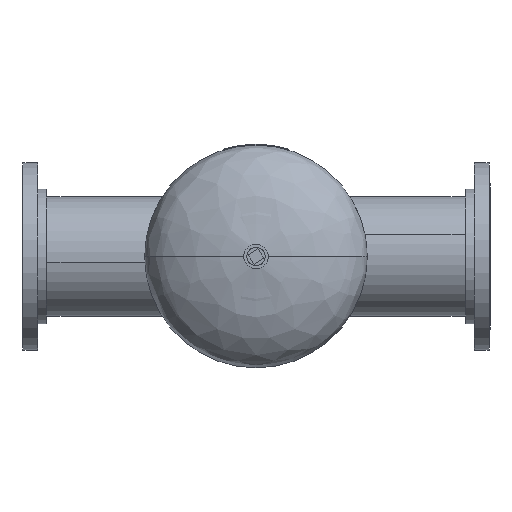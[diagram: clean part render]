
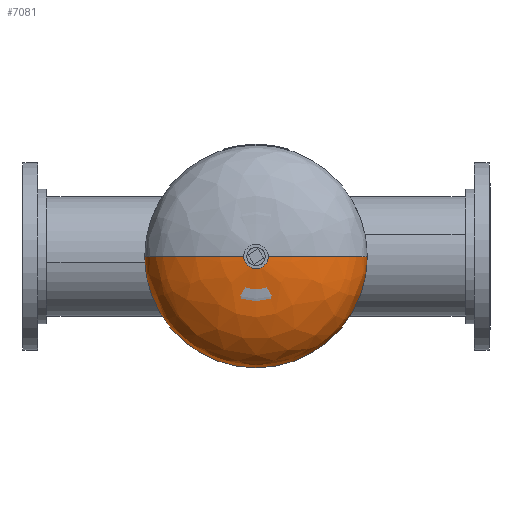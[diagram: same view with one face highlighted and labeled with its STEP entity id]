
A CAD part, front view. The second image highlights one B-rep face of the part: STEP entity #7081.
In plain terms, the highlighted free-form (B-spline) face has degree [3, 3] with [4, 4] control points.
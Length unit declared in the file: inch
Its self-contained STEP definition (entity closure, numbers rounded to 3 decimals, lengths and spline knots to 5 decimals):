
#71 = CARTESIAN_POINT ( 'NONE',  ( -0.75, 4.54417, 0. ) ) ;
#108 = VERTEX_POINT ( 'NONE', #6607 ) ;
#129 = CARTESIAN_POINT ( 'NONE',  ( -8., 2.71168, -16. ) ) ;
#235 = CARTESIAN_POINT ( 'NONE',  ( -8., 0.5125, 0. ) ) ;
#335 = CARTESIAN_POINT ( 'NONE',  ( 0., 4.54417, 0. ) ) ;
#341 = CARTESIAN_POINT ( 'NONE',  ( -0.75, 4.54417, -1.5 ) ) ;
#384 = DIRECTION ( 'NONE',  ( 0., -1., 0. ) ) ;
#698 = ORIENTED_EDGE ( 'NONE', *, *, #4467, .F. ) ;
#806 = CIRCLE ( 'NONE', #5350, 0.75 ) ;
#894 = CARTESIAN_POINT ( 'NONE',  ( 0.75, 4.54417, 0. ) ) ;
#932 = CARTESIAN_POINT ( 'NONE',  ( 5.07546, 4.33799, 0. ) ) ;
#943 = VERTEX_POINT ( 'NONE', #947 ) ;
#947 = CARTESIAN_POINT ( 'NONE',  ( 0., 4.54417, -0.75 ) ) ;
#979 =( BOUNDED_CURVE ( )  B_SPLINE_CURVE ( 3, ( #894, #8094, #2545, #2651 ),
 .UNSPECIFIED., .F., .F. ) 
 B_SPLINE_CURVE_WITH_KNOTS ( ( 4, 4 ),
 ( 1.66468, 3.14159 ),
 .UNSPECIFIED. ) 
 CURVE ( )  GEOMETRIC_REPRESENTATION_ITEM ( )  RATIONAL_B_SPLINE_CURVE ( ( 1., 0.826, 0.826, 1. ) ) 
 REPRESENTATION_ITEM ( '' )  );
#1022 = ORIENTED_EDGE ( 'NONE', *, *, #8302, .T. ) ;
#1043 = FACE_OUTER_BOUND ( 'NONE', #2122, .T. ) ;
#1091 = CARTESIAN_POINT ( 'NONE',  ( 0.75, 4.54417, -1.5 ) ) ;
#1206 = CARTESIAN_POINT ( 'NONE',  ( -0.75, 4.54417, 0. ) ) ;
#1781 = CARTESIAN_POINT ( 'NONE',  ( -5.07546, 4.33799, -10.15091 ) ) ;
#1888 = CARTESIAN_POINT ( 'NONE',  ( 0.75, 4.54417, 0. ) ) ;
#1954 = VERTEX_POINT ( 'NONE', #6918 ) ;
#2122 = EDGE_LOOP ( 'NONE', ( #3838, #9416, #1022, #9142, #698, #9484 ) ) ;
#2274 = CARTESIAN_POINT ( 'NONE',  ( 0., 0.5125, 0. ) ) ;
#2545 = CARTESIAN_POINT ( 'NONE',  ( 8., 2.71168, 0. ) ) ;
#2579 = CARTESIAN_POINT ( 'NONE',  ( -5.07546, 4.33799, 0. ) ) ;
#2651 = CARTESIAN_POINT ( 'NONE',  ( 8., 0.5125, 0. ) ) ;
#2664 = CIRCLE ( 'NONE', #7895, 0.75 ) ;
#2687 = CARTESIAN_POINT ( 'NONE',  ( 8., 2.71168, -16. ) ) ;
#2831 = CIRCLE ( 'NONE', #3994, 8. ) ;
#3113 = CARTESIAN_POINT ( 'NONE',  ( 0.75, 4.54417, 0. ) ) ;
#3805 = DIRECTION ( 'NONE',  ( 0., -1., 0. ) ) ;
#3838 = ORIENTED_EDGE ( 'NONE', *, *, #10096, .F. ) ;
#3994 = AXIS2_PLACEMENT_3D ( 'NONE', #2274, #3805, #6981 ) ;
#4160 = CARTESIAN_POINT ( 'NONE',  ( 8., 0.5125, -16. ) ) ;
#4220 = CARTESIAN_POINT ( 'NONE',  ( -8., 0.5125, -16. ) ) ;
#4467 = EDGE_CURVE ( 'NONE', #108, #1954, #10236, .T. ) ;
#5350 = AXIS2_PLACEMENT_3D ( 'NONE', #5609, #10337, #8738 ) ;
#5609 = CARTESIAN_POINT ( 'NONE',  ( 0., 4.54417, 0. ) ) ;
#5753 = VERTEX_POINT ( 'NONE', #71 ) ;
#5789 = CARTESIAN_POINT ( 'NONE',  ( -0.75, 4.54417, 0. ) ) ;
#5843 = CARTESIAN_POINT ( 'NONE',  ( 8., 2.71168, 0. ) ) ;
#6503 = EDGE_CURVE ( 'NONE', #9122, #108, #2831, .T. ) ;
#6607 = CARTESIAN_POINT ( 'NONE',  ( 0., 0.5125, -8. ) ) ;
#6690 = CARTESIAN_POINT ( 'NONE',  ( 5.07546, 4.33799, -10.15091 ) ) ;
#6779 =( BOUNDED_SURFACE ( )  B_SPLINE_SURFACE ( 3, 3, ( 
 ( #5789, #341, #1091, #1888 ),
 ( #2579, #1781, #6690, #932 ),
 ( #9820, #129, #2687, #5843 ),
 ( #235, #4220, #4160, #9875 ) ),
 .UNSPECIFIED., .F., .F., .F. ) 
 B_SPLINE_SURFACE_WITH_KNOTS ( ( 4, 4 ),
 ( 4, 4 ),
 ( 0., 1. ),
 ( 0., 1. ),
 .UNSPECIFIED. ) 
 GEOMETRIC_REPRESENTATION_ITEM ( )  RATIONAL_B_SPLINE_SURFACE ( (
 ( 1., 0.333, 0.333, 1.),
 ( 0.826, 0.275, 0.275, 0.826),
 ( 0.826, 0.275, 0.275, 0.826),
 ( 1., 0.333, 0.333, 1.) ) ) 
 REPRESENTATION_ITEM ( '' )  SURFACE ( )  );
#6909 = CARTESIAN_POINT ( 'NONE',  ( -8., 2.71168, 0. ) ) ;
#6918 = CARTESIAN_POINT ( 'NONE',  ( 8., 0.5125, 0. ) ) ;
#6953 = VERTEX_POINT ( 'NONE', #3113 ) ;
#6981 = DIRECTION ( 'NONE',  ( 0., 0., -1. ) ) ;
#7022 = AXIS2_PLACEMENT_3D ( 'NONE', #7790, #9368, #8526 ) ;
#7081 = ADVANCED_FACE ( 'NONE', ( #1043 ), #6779, .F. ) ;
#7638 = DIRECTION ( 'NONE',  ( 0., 0., -1. ) ) ;
#7652 = CARTESIAN_POINT ( 'NONE',  ( -5.07546, 4.33799, 0. ) ) ;
#7706 = CARTESIAN_POINT ( 'NONE',  ( -8., 0.5125, 0. ) ) ;
#7790 = CARTESIAN_POINT ( 'NONE',  ( 0., 0.5125, 0. ) ) ;
#7883 = CARTESIAN_POINT ( 'NONE',  ( -8., 0.5125, 0. ) ) ;
#7895 = AXIS2_PLACEMENT_3D ( 'NONE', #335, #384, #7638 ) ;
#8094 = CARTESIAN_POINT ( 'NONE',  ( 5.07546, 4.33799, 0. ) ) ;
#8302 = EDGE_CURVE ( 'NONE', #943, #6953, #2664, .T. ) ;
#8526 = DIRECTION ( 'NONE',  ( 0., 0., -1. ) ) ;
#8678 = EDGE_CURVE ( 'NONE', #5753, #943, #806, .T. ) ;
#8738 = DIRECTION ( 'NONE',  ( 0., 0., -1. ) ) ;
#9122 = VERTEX_POINT ( 'NONE', #7883 ) ;
#9142 = ORIENTED_EDGE ( 'NONE', *, *, #9211, .T. ) ;
#9211 = EDGE_CURVE ( 'NONE', #6953, #1954, #979, .T. ) ;
#9368 = DIRECTION ( 'NONE',  ( 0., -1., 0. ) ) ;
#9416 = ORIENTED_EDGE ( 'NONE', *, *, #8678, .T. ) ;
#9484 = ORIENTED_EDGE ( 'NONE', *, *, #6503, .F. ) ;
#9681 =( BOUNDED_CURVE ( )  B_SPLINE_CURVE ( 3, ( #1206, #7652, #6909, #7706 ),
 .UNSPECIFIED., .F., .F. ) 
 B_SPLINE_CURVE_WITH_KNOTS ( ( 4, 4 ),
 ( 1.66468, 3.14159 ),
 .UNSPECIFIED. ) 
 CURVE ( )  GEOMETRIC_REPRESENTATION_ITEM ( )  RATIONAL_B_SPLINE_CURVE ( ( 1., 0.826, 0.826, 1. ) ) 
 REPRESENTATION_ITEM ( '' )  );
#9820 = CARTESIAN_POINT ( 'NONE',  ( -8., 2.71168, 0. ) ) ;
#9875 = CARTESIAN_POINT ( 'NONE',  ( 8., 0.5125, 0. ) ) ;
#10096 = EDGE_CURVE ( 'NONE', #5753, #9122, #9681, .T. ) ;
#10236 = CIRCLE ( 'NONE', #7022, 8. ) ;
#10337 = DIRECTION ( 'NONE',  ( 0., -1., 0. ) ) ;
